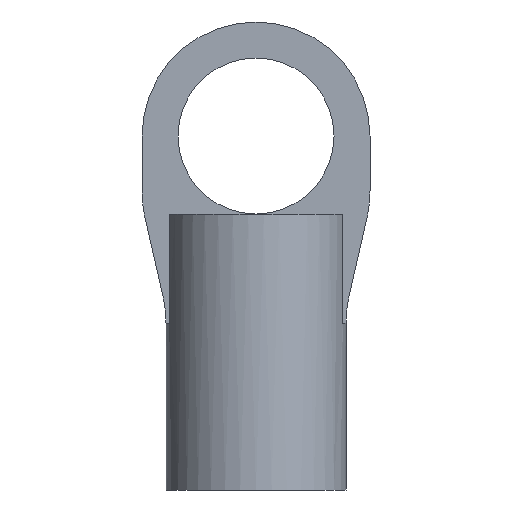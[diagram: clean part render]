
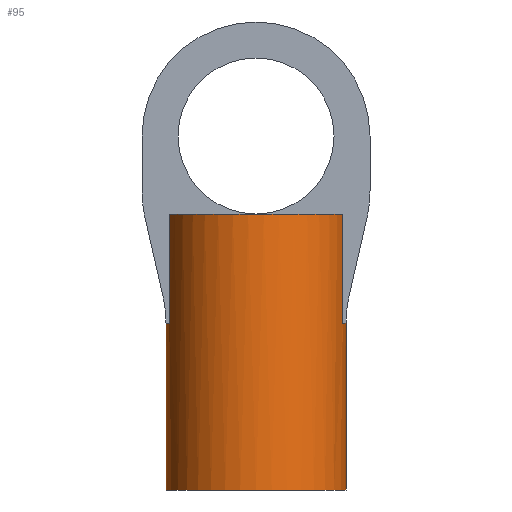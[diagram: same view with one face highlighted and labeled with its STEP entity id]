
A CAD part, front view. The second image highlights one B-rep face of the part: STEP entity #95.
In plain terms, the highlighted cylindrical face has radius 7.5 mm (diameter 15 mm), a full revolution.
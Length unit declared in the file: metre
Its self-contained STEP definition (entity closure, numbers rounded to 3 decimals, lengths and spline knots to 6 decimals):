
#95 = ADVANCED_FACE( '', ( #190, #191 ), #192, .T. );
#190 = FACE_OUTER_BOUND( '', #281, .T. );
#191 = FACE_OUTER_BOUND( '', #282, .T. );
#192 = CYLINDRICAL_SURFACE( '', #283, 0.0075 );
#281 = EDGE_LOOP( '', ( #495, #496, #497, #498, #499, #500, #501, #502, #503, #504 ) );
#282 = EDGE_LOOP( '', ( #505 ) );
#283 = AXIS2_PLACEMENT_3D( '', #506, #507, #508 );
#495 = ORIENTED_EDGE( '', *, *, #632, .F. );
#496 = ORIENTED_EDGE( '', *, *, #622, .T. );
#497 = ORIENTED_EDGE( '', *, *, #557, .F. );
#498 = ORIENTED_EDGE( '', *, *, #607, .F. );
#499 = ORIENTED_EDGE( '', *, *, #597, .F. );
#500 = ORIENTED_EDGE( '', *, *, #630, .F. );
#501 = ORIENTED_EDGE( '', *, *, #604, .F. );
#502 = ORIENTED_EDGE( '', *, *, #573, .F. );
#503 = ORIENTED_EDGE( '', *, *, #617, .F. );
#504 = ORIENTED_EDGE( '', *, *, #625, .T. );
#505 = ORIENTED_EDGE( '', *, *, #554, .T. );
#506 = CARTESIAN_POINT( '', ( 0., 0., 0.023 ) );
#507 = DIRECTION( '', ( 0., 0., 1. ) );
#508 = DIRECTION( '', ( -1., 0., 0. ) );
#554 = EDGE_CURVE( '', #658, #658, #659, .T. );
#557 = EDGE_CURVE( '', #662, #664, #665, .T. );
#573 = EDGE_CURVE( '', #688, #691, #692, .T. );
#597 = EDGE_CURVE( '', #725, #727, #728, .T. );
#604 = EDGE_CURVE( '', #691, #738, #739, .F. );
#607 = EDGE_CURVE( '', #727, #662, #742, .T. );
#617 = EDGE_CURVE( '', #753, #688, #756, .T. );
#622 = EDGE_CURVE( '', #761, #664, #762, .T. );
#625 = EDGE_CURVE( '', #753, #764, #766, .F. );
#630 = EDGE_CURVE( '', #738, #725, #771, .T. );
#632 = EDGE_CURVE( '', #761, #764, #773, .T. );
#658 = VERTEX_POINT( '', #808 );
#659 = CIRCLE( '', #809, 0.0075 );
#662 = VERTEX_POINT( '', #812 );
#664 = VERTEX_POINT( '', #815 );
#665 = CIRCLE( '', #816, 0.0075 );
#688 = VERTEX_POINT( '', #847 );
#691 = VERTEX_POINT( '', #851 );
#692 = CIRCLE( '', #852, 0.0075 );
#725 = VERTEX_POINT( '', #897 );
#727 = VERTEX_POINT( '', #900 );
#728 = LINE( '', #901, #902 );
#738 = VERTEX_POINT( '', #915 );
#739 = LINE( '', #916, #917 );
#742 = CIRCLE( '', #921, 0.0075 );
#753 = VERTEX_POINT( '', #937 );
#756 = CIRCLE( '', #941, 0.0075 );
#761 = VERTEX_POINT( '', #947 );
#762 = LINE( '', #948, #949 );
#764 = VERTEX_POINT( '', #952 );
#766 = LINE( '', #955, #956 );
#771 = CIRCLE( '', #961, 0.0075 );
#773 = CIRCLE( '', #963, 0.0075 );
#808 = CARTESIAN_POINT( '', ( 0.0075, 0., 0. ) );
#809 = AXIS2_PLACEMENT_3D( '', #980, #981, #982 );
#812 = CARTESIAN_POINT( '', ( -0.0075, 0., 0.013881 ) );
#815 = CARTESIAN_POINT( '', ( -0.007228, -0.002, 0.013881 ) );
#816 = AXIS2_PLACEMENT_3D( '', #984, #985, #986 );
#847 = CARTESIAN_POINT( '', ( 0.0075, 0., 0.013881 ) );
#851 = CARTESIAN_POINT( '', ( 0.007228, 0.002, 0.013881 ) );
#852 = AXIS2_PLACEMENT_3D( '', #1002, #1003, #1004 );
#897 = CARTESIAN_POINT( '', ( -0.007228, 0.002, 0.023 ) );
#900 = CARTESIAN_POINT( '', ( -0.007228, 0.002, 0.013881 ) );
#901 = CARTESIAN_POINT( '', ( -0.007228, 0.002, 0.023 ) );
#902 = VECTOR( '', #1030, 1. );
#915 = CARTESIAN_POINT( '', ( 0.007228, 0.002, 0.023 ) );
#916 = CARTESIAN_POINT( '', ( 0.007228, 0.002, 0.023 ) );
#917 = VECTOR( '', #1043, 1. );
#921 = AXIS2_PLACEMENT_3D( '', #1045, #1046, #1047 );
#937 = CARTESIAN_POINT( '', ( 0.007228, -0.002, 0.013881 ) );
#941 = AXIS2_PLACEMENT_3D( '', #1054, #1055, #1056 );
#947 = CARTESIAN_POINT( '', ( -0.007228, -0.002, 0.023 ) );
#948 = CARTESIAN_POINT( '', ( -0.007228, -0.002, 0.023 ) );
#949 = VECTOR( '', #1061, 1. );
#952 = CARTESIAN_POINT( '', ( 0.007228, -0.002, 0.023 ) );
#955 = CARTESIAN_POINT( '', ( 0.007228, -0.002, 0.023 ) );
#956 = VECTOR( '', #1064, 1. );
#961 = AXIS2_PLACEMENT_3D( '', #1071, #1072, #1073 );
#963 = AXIS2_PLACEMENT_3D( '', #1074, #1075, #1076 );
#980 = CARTESIAN_POINT( '', ( 0., 0., 0. ) );
#981 = DIRECTION( '', ( 0., 0., 1. ) );
#982 = DIRECTION( '', ( 1., 0., 0. ) );
#984 = CARTESIAN_POINT( '', ( 0., 0., 0.013881 ) );
#985 = DIRECTION( '', ( 0., 0., 1. ) );
#986 = DIRECTION( '', ( 1., 0., 0. ) );
#1002 = CARTESIAN_POINT( '', ( 0., 0., 0.013881 ) );
#1003 = DIRECTION( '', ( 0., 0., 1. ) );
#1004 = DIRECTION( '', ( 1., 0., 0. ) );
#1030 = DIRECTION( '', ( 0., 0., -1. ) );
#1043 = DIRECTION( '', ( 0., 0., -1. ) );
#1045 = CARTESIAN_POINT( '', ( 0., 0., 0.013881 ) );
#1046 = DIRECTION( '', ( 0., 0., 1. ) );
#1047 = DIRECTION( '', ( 1., 0., 0. ) );
#1054 = CARTESIAN_POINT( '', ( 0., 0., 0.013881 ) );
#1055 = DIRECTION( '', ( 0., 0., 1. ) );
#1056 = DIRECTION( '', ( 1., 0., 0. ) );
#1061 = DIRECTION( '', ( 0., 0., -1. ) );
#1064 = DIRECTION( '', ( 0., 0., -1. ) );
#1071 = CARTESIAN_POINT( '', ( 0., 0., 0.023 ) );
#1072 = DIRECTION( '', ( 0., 0., 1. ) );
#1073 = DIRECTION( '', ( 1., 0., 0. ) );
#1074 = CARTESIAN_POINT( '', ( 0., 0., 0.023 ) );
#1075 = DIRECTION( '', ( 0., 0., 1. ) );
#1076 = DIRECTION( '', ( 1., 0., 0. ) );
